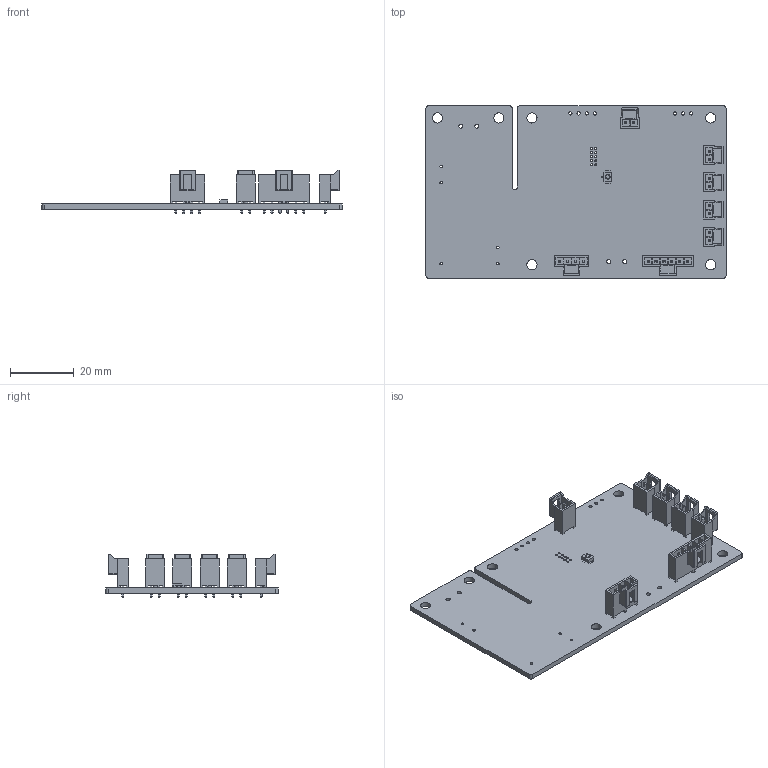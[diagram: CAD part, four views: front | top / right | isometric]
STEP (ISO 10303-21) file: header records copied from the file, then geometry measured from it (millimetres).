
FILE_DESCRIPTION(('KiCad electronic assembly'),'2;1');
FILE_NAME('reflow_master.step','2024-07-17T10:55:43',('Pcbnew'),('Kicad' ),'Open CASCADE STEP processor 7.7','KiCad to STEP converter', 'Unknown');
FILE_SCHEMA(('AUTOMOTIVE_DESIGN { 1 0 10303 214 1 1 1 1 }'));
Length unit declared in the file: millimetre
Products named in the file (10): reflow_master 1; molex_nanofit_1053091104; 1053091104; molex_nanofit_1053091102; 1053091102; TL1017AABF260QG; root; molex_nanofit_1053091106; 1053091106; reflow_master_PCB
Assembly tree (13 placements, depth 3):
  reflow_master 1
    molex_nanofit_1053091104
      1053091104
    molex_nanofit_1053091102  x5
      1053091102
    TL1017AABF260QG
      root
    molex_nanofit_1053091106
      1053091106
    reflow_master_PCB
Bounding box: 94 x 54 x 13.71 mm (x, y, z)
Volume: 9210.7 mm3; surface area: 14901.3 mm2
Topology: 9 solids, 9 shells, 1109 faces, 3012 edges, 2006 vertices
Faces by surface type: plane 830, cylinder 251, sphere 14, cone 13, torus 1
Full cylindrical faces by diameter (mm): 0.65 x10, 0.76 x3, 0.8 x2, 1 x7, 1.2 x20, 1.3 x11, 1.5 x1, 3.2 x6
Entity records: 20816 total; most frequent: CARTESIAN_POINT 3683, ORIENTED_EDGE 3476, DIRECTION 3469, EDGE_CURVE 1738, LINE 1389, VECTOR 1389, VERTEX_POINT 1118, AXIS2_PLACEMENT_3D 1040
